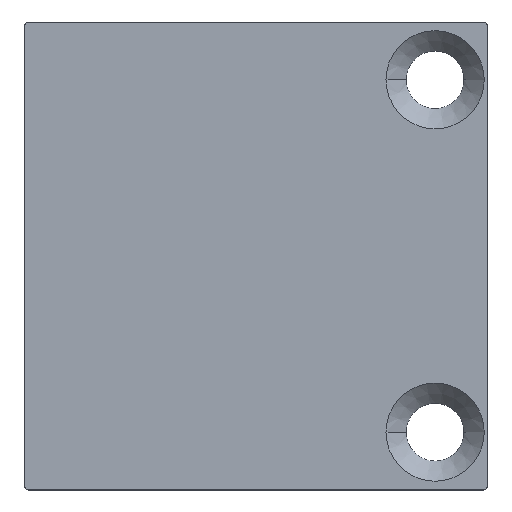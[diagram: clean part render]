
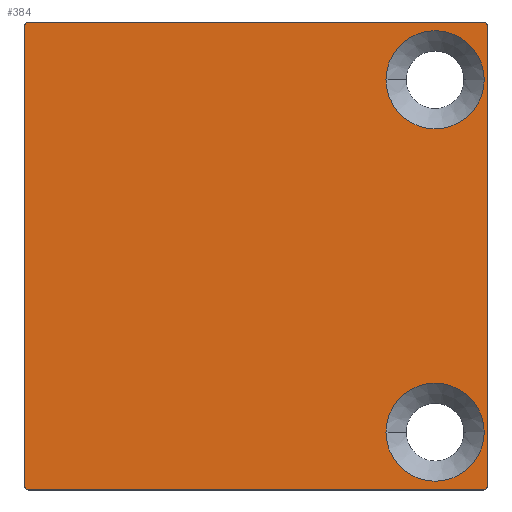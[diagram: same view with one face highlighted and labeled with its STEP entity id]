
A CAD part, top view. The second image highlights one B-rep face of the part: STEP entity #384.
In plain terms, the highlighted planar face has unit normal (0, 0, 1).
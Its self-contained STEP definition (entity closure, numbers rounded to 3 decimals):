
#16 = DIRECTION ( 'NONE',  ( 0., 0., 1. ) ) ;
#18 = DIRECTION ( 'NONE',  ( 0., 0., 1. ) ) ;
#30 = DIRECTION ( 'NONE',  ( 1., 0., 0. ) ) ;
#31 = AXIS2_PLACEMENT_3D ( 'NONE', #35, #665, #196 ) ;
#35 = CARTESIAN_POINT ( 'NONE',  ( 0.3, 0.3, 3. ) ) ;
#39 = EDGE_LOOP ( 'NONE', ( #328, #162 ) ) ;
#40 = CARTESIAN_POINT ( 'NONE',  ( 0.3, 0., 3. ) ) ;
#41 = EDGE_CURVE ( 'NONE', #211, #78, #295, .T. ) ;
#50 = VERTEX_POINT ( 'NONE', #555 ) ;
#51 = EDGE_CURVE ( 'NONE', #282, #50, #484, .T. ) ;
#59 = EDGE_CURVE ( 'NONE', #400, #211, #182, .T. ) ;
#69 = DIRECTION ( 'NONE',  ( 1., 0., 0. ) ) ;
#76 = CARTESIAN_POINT ( 'NONE',  ( 39.7, 40.2, 3. ) ) ;
#78 = VERTEX_POINT ( 'NONE', #183 ) ;
#83 = AXIS2_PLACEMENT_3D ( 'NONE', #254, #414, #410 ) ;
#94 = VERTEX_POINT ( 'NONE', #300 ) ;
#118 = CARTESIAN_POINT ( 'NONE',  ( 0.3, 40.2, 3. ) ) ;
#142 = DIRECTION ( 'NONE',  ( 0., 1., 0. ) ) ;
#152 = CARTESIAN_POINT ( 'NONE',  ( 35.5, 35.5, 3. ) ) ;
#156 = DIRECTION ( 'NONE',  ( 0., -1., 0. ) ) ;
#158 = ORIENTED_EDGE ( 'NONE', *, *, #287, .T. ) ;
#160 = VERTEX_POINT ( 'NONE', #207 ) ;
#162 = ORIENTED_EDGE ( 'NONE', *, *, #51, .F. ) ;
#164 = VERTEX_POINT ( 'NONE', #472 ) ;
#168 = ORIENTED_EDGE ( 'NONE', *, *, #614, .F. ) ;
#171 = CARTESIAN_POINT ( 'NONE',  ( 31.25, 5., 3. ) ) ;
#176 = CIRCLE ( 'NONE', #592, 4.25 ) ;
#182 = CIRCLE ( 'NONE', #240, 0.3 ) ;
#183 = CARTESIAN_POINT ( 'NONE',  ( 0.3, 40.5, 3. ) ) ;
#190 = DIRECTION ( 'NONE',  ( 0., 0., -1. ) ) ;
#196 = DIRECTION ( 'NONE',  ( -1., 0., 0. ) ) ;
#197 = EDGE_CURVE ( 'NONE', #386, #553, #617, .T. ) ;
#207 = CARTESIAN_POINT ( 'NONE',  ( 0.3, 0., 3. ) ) ;
#211 = VERTEX_POINT ( 'NONE', #513 ) ;
#221 = FACE_OUTER_BOUND ( 'NONE', #674, .T. ) ;
#223 = CIRCLE ( 'NONE', #31, 0.3 ) ;
#228 = AXIS2_PLACEMENT_3D ( 'NONE', #456, #16, #69 ) ;
#240 = AXIS2_PLACEMENT_3D ( 'NONE', #76, #496, #451 ) ;
#254 = CARTESIAN_POINT ( 'NONE',  ( 35.5, 35.5, 3. ) ) ;
#279 = FACE_BOUND ( 'NONE', #521, .T. ) ;
#281 = CARTESIAN_POINT ( 'NONE',  ( 0.3, 40.2, 3. ) ) ;
#282 = VERTEX_POINT ( 'NONE', #171 ) ;
#287 = EDGE_CURVE ( 'NONE', #78, #386, #469, .T. ) ;
#293 = CARTESIAN_POINT ( 'NONE',  ( 40., 40.2, 3. ) ) ;
#295 = LINE ( 'NONE', #544, #688 ) ;
#300 = CARTESIAN_POINT ( 'NONE',  ( 39.7, 0., 3. ) ) ;
#314 = CIRCLE ( 'NONE', #536, 4.25 ) ;
#321 = VERTEX_POINT ( 'NONE', #482 ) ;
#324 = ORIENTED_EDGE ( 'NONE', *, *, #662, .T. ) ;
#325 = EDGE_CURVE ( 'NONE', #94, #321, #351, .T. ) ;
#326 = CIRCLE ( 'NONE', #83, 4.25 ) ;
#328 = ORIENTED_EDGE ( 'NONE', *, *, #398, .F. ) ;
#330 = ORIENTED_EDGE ( 'NONE', *, *, #41, .T. ) ;
#332 = PLANE ( 'NONE',  #479 ) ;
#351 = CIRCLE ( 'NONE', #522, 0.3 ) ;
#360 = ORIENTED_EDGE ( 'NONE', *, *, #625, .F. ) ;
#361 = DIRECTION ( 'NONE',  ( 0., 0., 1. ) ) ;
#367 = ORIENTED_EDGE ( 'NONE', *, *, #325, .T. ) ;
#369 = ORIENTED_EDGE ( 'NONE', *, *, #59, .T. ) ;
#370 = DIRECTION ( 'NONE',  ( 0., 0., 1. ) ) ;
#374 = ORIENTED_EDGE ( 'NONE', *, *, #197, .T. ) ;
#379 = CARTESIAN_POINT ( 'NONE',  ( 39.7, 0.3, 3. ) ) ;
#384 = ADVANCED_FACE ( 'NONE', ( #279, #485, #221 ), #332, .F. ) ;
#386 = VERTEX_POINT ( 'NONE', #447 ) ;
#398 = EDGE_CURVE ( 'NONE', #50, #282, #176, .T. ) ;
#400 = VERTEX_POINT ( 'NONE', #293 ) ;
#402 = LINE ( 'NONE', #613, #547 ) ;
#405 = VERTEX_POINT ( 'NONE', #543 ) ;
#410 = DIRECTION ( 'NONE',  ( 1., 0., 0. ) ) ;
#414 = DIRECTION ( 'NONE',  ( 0., 0., 1. ) ) ;
#432 = DIRECTION ( 'NONE',  ( 0., 0., 1. ) ) ;
#433 = AXIS2_PLACEMENT_3D ( 'NONE', #118, #432, #534 ) ;
#437 = ORIENTED_EDGE ( 'NONE', *, *, #652, .T. ) ;
#446 = ORIENTED_EDGE ( 'NONE', *, *, #670, .T. ) ;
#447 = CARTESIAN_POINT ( 'NONE',  ( 0., 40.2, 3. ) ) ;
#448 = DIRECTION ( 'NONE',  ( -1., 0., 0. ) ) ;
#451 = DIRECTION ( 'NONE',  ( -1., 0., 0. ) ) ;
#456 = CARTESIAN_POINT ( 'NONE',  ( 35.5, 5., 3. ) ) ;
#469 = CIRCLE ( 'NONE', #433, 0.3 ) ;
#470 = LINE ( 'NONE', #40, #518 ) ;
#472 = CARTESIAN_POINT ( 'NONE',  ( 31.25, 35.5, 3. ) ) ;
#479 = AXIS2_PLACEMENT_3D ( 'NONE', #281, #190, #603 ) ;
#482 = CARTESIAN_POINT ( 'NONE',  ( 40., 0.3, 3. ) ) ;
#484 = CIRCLE ( 'NONE', #228, 4.25 ) ;
#485 = FACE_BOUND ( 'NONE', #39, .T. ) ;
#496 = DIRECTION ( 'NONE',  ( 0., 0., 1. ) ) ;
#513 = CARTESIAN_POINT ( 'NONE',  ( 39.7, 40.5, 3. ) ) ;
#518 = VECTOR ( 'NONE', #677, 1000. ) ;
#521 = EDGE_LOOP ( 'NONE', ( #360, #168 ) ) ;
#522 = AXIS2_PLACEMENT_3D ( 'NONE', #379, #370, #529 ) ;
#529 = DIRECTION ( 'NONE',  ( 1., 0., 0. ) ) ;
#534 = DIRECTION ( 'NONE',  ( -1., 0., 0. ) ) ;
#536 = AXIS2_PLACEMENT_3D ( 'NONE', #152, #361, #565 ) ;
#543 = CARTESIAN_POINT ( 'NONE',  ( 39.75, 35.5, 3. ) ) ;
#544 = CARTESIAN_POINT ( 'NONE',  ( 0.3, 40.5, 3. ) ) ;
#547 = VECTOR ( 'NONE', #142, 1000. ) ;
#553 = VERTEX_POINT ( 'NONE', #672 ) ;
#555 = CARTESIAN_POINT ( 'NONE',  ( 39.75, 5., 3. ) ) ;
#565 = DIRECTION ( 'NONE',  ( 1., 0., 0. ) ) ;
#592 = AXIS2_PLACEMENT_3D ( 'NONE', #593, #18, #30 ) ;
#593 = CARTESIAN_POINT ( 'NONE',  ( 35.5, 5., 3. ) ) ;
#603 = DIRECTION ( 'NONE',  ( -1., 0., 0. ) ) ;
#613 = CARTESIAN_POINT ( 'NONE',  ( 40., 0.3, 3. ) ) ;
#614 = EDGE_CURVE ( 'NONE', #164, #405, #326, .T. ) ;
#617 = LINE ( 'NONE', #626, #676 ) ;
#625 = EDGE_CURVE ( 'NONE', #405, #164, #314, .T. ) ;
#626 = CARTESIAN_POINT ( 'NONE',  ( 0., 0.3, 3. ) ) ;
#652 = EDGE_CURVE ( 'NONE', #160, #94, #470, .T. ) ;
#662 = EDGE_CURVE ( 'NONE', #321, #400, #402, .T. ) ;
#665 = DIRECTION ( 'NONE',  ( 0., 0., 1. ) ) ;
#670 = EDGE_CURVE ( 'NONE', #553, #160, #223, .T. ) ;
#672 = CARTESIAN_POINT ( 'NONE',  ( 0., 0.3, 3. ) ) ;
#674 = EDGE_LOOP ( 'NONE', ( #158, #374, #446, #437, #367, #324, #369, #330 ) ) ;
#676 = VECTOR ( 'NONE', #156, 1000. ) ;
#677 = DIRECTION ( 'NONE',  ( 1., 0., 0. ) ) ;
#688 = VECTOR ( 'NONE', #448, 1000. ) ;
